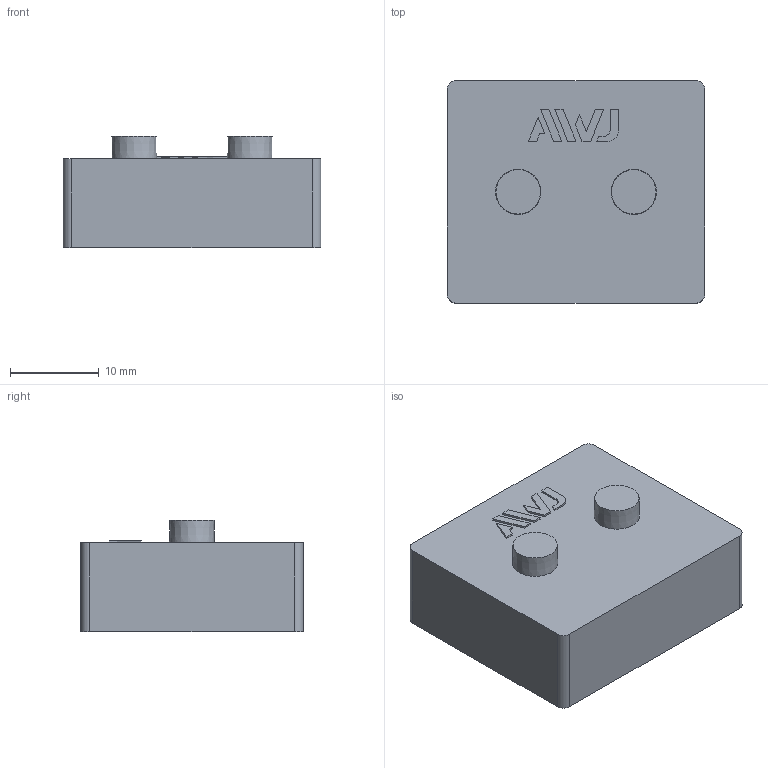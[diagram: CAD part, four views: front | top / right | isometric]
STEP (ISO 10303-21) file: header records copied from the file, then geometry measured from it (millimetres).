
FILE_DESCRIPTION( ( 'STEP AP203' ), '1' );
FILE_NAME( 'SG25・30SU.step', '2022-07-19T08:56:26', ( ' ' ), ( ' ' ), 'XStep 1.0', ' ', ' ' );
FILE_SCHEMA( ( 'CONFIG_CONTROL_DESIGN' ) );
Length unit declared in the file: millimetre
Products named in the file (1): 1
Bounding box: 29 x 25 x 12.5 mm (x, y, z)
Volume: 4961.3 mm3; surface area: 5088.1 mm2
Topology: 1 solids, 1 shells, 190 faces, 476 edges, 318 vertices
Faces by surface type: plane 182, cylinder 6, cone 2
Entity records: 5588 total; most frequent: CARTESIAN_POINT 979, ORIENTED_EDGE 944, DIRECTION 870, EDGE_CURVE 472, LINE 456, VECTOR 456, VERTEX_POINT 316, EDGE_LOOP 222
